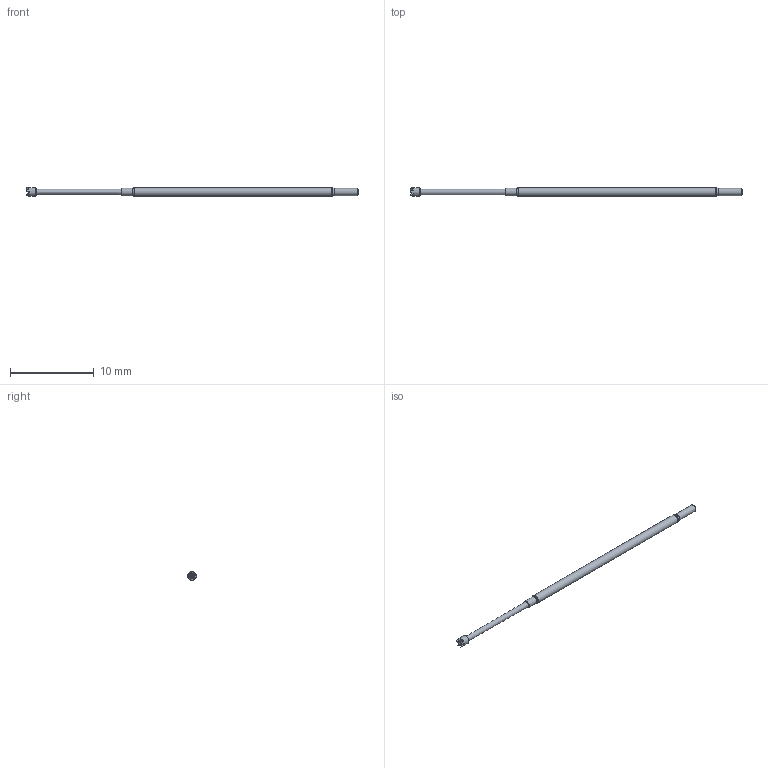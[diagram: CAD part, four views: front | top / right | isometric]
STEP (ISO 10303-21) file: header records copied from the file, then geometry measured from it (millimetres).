
FILE_DESCRIPTION (( 'STEP AP214' ), '1' );
FILE_NAME ('X50-4055.STEP', '2024-06-17T14:25:05', ( '' ), ( '' ), 'SwSTEP 2.0', 'SolidWorks 2023', '' );
FILE_SCHEMA (( 'AUTOMOTIVE_DESIGN' ));
Length unit declared in the file: inch
Products named in the file (1): X50-4055
Bounding box: 39.62 x 1.07 x 1.07 mm (x, y, z)
Volume: 26.4 mm3; surface area: 115.5 mm2
Topology: 1 solids, 1 shells, 91 faces, 222 edges, 134 vertices
Faces by surface type: bspline 70, cone 7, plane 7, torus 4, cylinder 3
Full cylindrical faces by diameter (mm): 0.856 x1, 0.894 x1, 1.021 x1
Entity records: 11075 total; most frequent: CARTESIAN_POINT 9573, ORIENTED_EDGE 410, EDGE_CURVE 205, B_SPLINE_CURVE_WITH_KNOTS 185, VERTEX_POINT 131, EDGE_LOOP 106, FACE_OUTER_BOUND 98, ADVANCED_FACE 91
